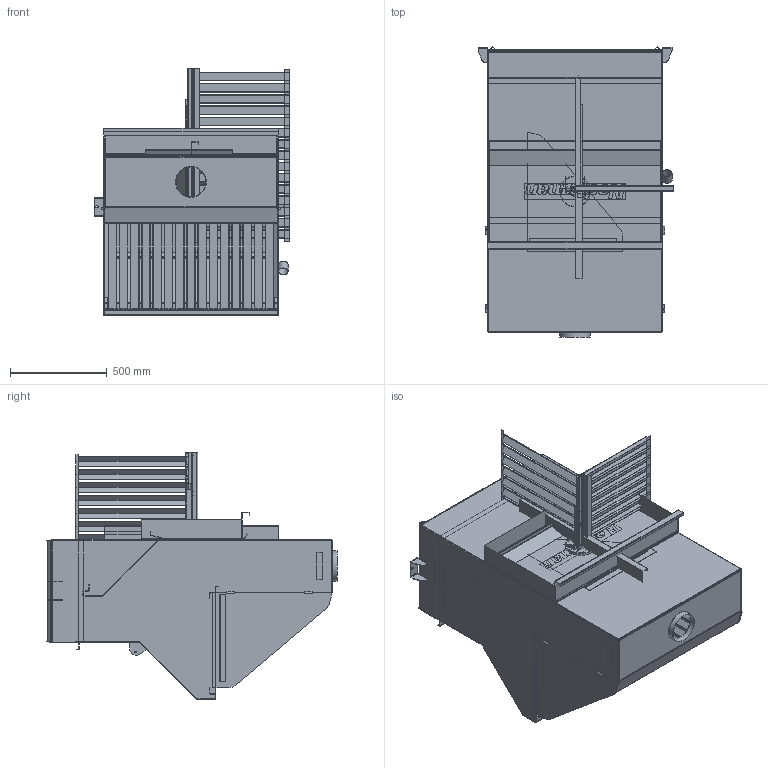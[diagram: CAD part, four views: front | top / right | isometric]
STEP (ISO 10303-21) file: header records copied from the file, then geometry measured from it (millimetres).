
FILE_DESCRIPTION( ( 'Unknown' ), '1' );
FILE_NAME( 'SR00062.stp', 'Unknown', ( 'Unknown' ), ( 'Unknown' ), 'PSStep 14.0', 'Unknown', ' ' );
FILE_SCHEMA( ( 'AUTOMOTIVE_DESIGN { 1 0 10303 214 1 1 1 1 }' ) );
Length unit declared in the file: millimetre
Products named in the file (45): 2160584-0; Assem1; 2160440-0; 2160588-0; 2160593-0; 2160589-0; 2160439-0; 2160583-0; 2160406-0; Fillet 1-oa0; 2160592-0; 2160591-0; 2160434-0; 2160438-0; 2160577-0; 2160580-0; 2160578-0; 2160579-0; 2160582-0; 2160581-0; 2160590-0; 2160409-0; 2160410-0; 2160413-0; 2160441-0; 2160640-0; 2160585-0; 2160430-0; 147703; 2160442-0; 2151208-3
Bounding box: 1010 x 1495.49 x 1272 mm (x, y, z)
Volume: 55360663.2 mm3; surface area: 44225230.2 mm2
Topology: 203 solids, 203 shells, 5080 faces, 13068 edges, 8582 vertices
Faces by surface type: plane 4286, cylinder 701, bspline 93
Full cylindrical faces by diameter (mm): 0.05 x161, 10 x8, 12 x5, 47 x3, 50 x3, 154 x3, 158 x3, 160 x3
Entity records: 63357 total; most frequent: CARTESIAN_POINT 9920, ORIENTED_EDGE 8578, DIRECTION 7693, EDGE_CURVE 4289, LINE 3981, VECTOR 3981, VERTEX_POINT 2845, AXIS2_PLACEMENT_3D 1856
